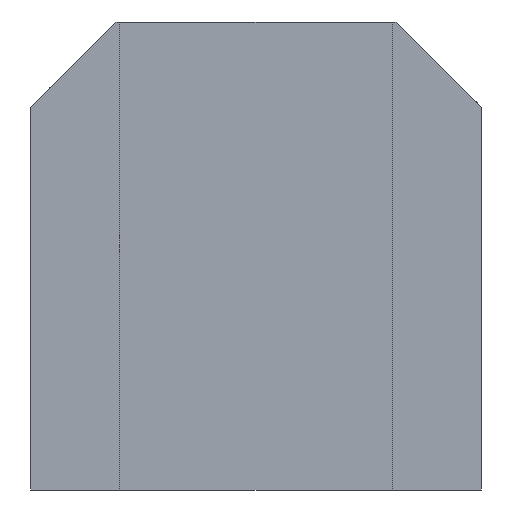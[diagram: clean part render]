
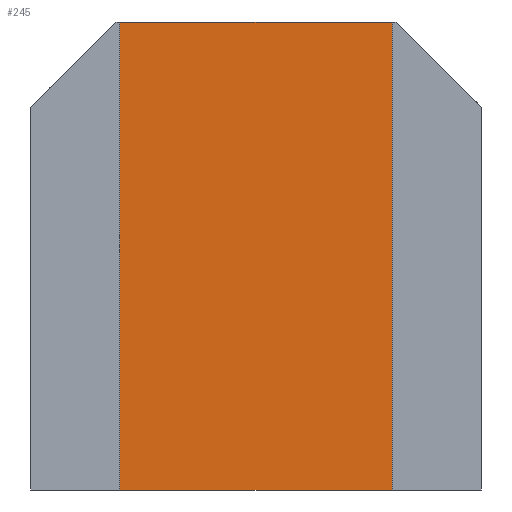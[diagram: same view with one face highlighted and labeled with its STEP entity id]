
A CAD part, front view. The second image highlights one B-rep face of the part: STEP entity #245.
In plain terms, the highlighted planar face has unit normal (0, -1, 0).
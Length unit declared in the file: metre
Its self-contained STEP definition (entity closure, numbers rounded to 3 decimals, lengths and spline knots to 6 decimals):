
#5 = LINE ( 'NONE', #47, #147 ) ;
#22 = EDGE_CURVE ( 'NONE', #199, #292, #169, .T. ) ;
#36 = CARTESIAN_POINT ( 'NONE',  ( 0., 0.0129, 0.0165 ) ) ;
#38 = VECTOR ( 'NONE', #485, 1. ) ;
#47 = CARTESIAN_POINT ( 'NONE',  ( 0., 0.0129, -0.0165 ) ) ;
#66 = ORIENTED_EDGE ( 'NONE', *, *, #420, .T. ) ;
#83 = VECTOR ( 'NONE', #447, 1. ) ;
#107 = ORIENTED_EDGE ( 'NONE', *, *, #200, .F. ) ;
#112 = LINE ( 'NONE', #36, #83 ) ;
#113 = LINE ( 'NONE', #260, #224 ) ;
#142 = EDGE_LOOP ( 'NONE', ( #66, #398, #107, #247 ) ) ;
#147 = VECTOR ( 'NONE', #195, 1. ) ;
#159 = DIRECTION ( 'NONE',  ( 0., 0., 1. ) ) ;
#169 = LINE ( 'NONE', #489, #38 ) ;
#184 = CARTESIAN_POINT ( 'NONE',  ( 0.0096, 0.0129, 0.0165 ) ) ;
#195 = DIRECTION ( 'NONE',  ( 1., 0., 0. ) ) ;
#196 = CARTESIAN_POINT ( 'NONE',  ( -0.0096, 0.0129, 0.0165 ) ) ;
#199 = VERTEX_POINT ( 'NONE', #184 ) ;
#200 = EDGE_CURVE ( 'NONE', #432, #199, #112, .T. ) ;
#222 = DIRECTION ( 'NONE',  ( 0., 0., -1. ) ) ;
#223 = EDGE_CURVE ( 'NONE', #432, #362, #113, .T. ) ;
#224 = VECTOR ( 'NONE', #222, 1. ) ;
#233 = CARTESIAN_POINT ( 'NONE',  ( 0.0096, 0.0129, -0.0165 ) ) ;
#236 = PLANE ( 'NONE',  #317 ) ;
#245 = ADVANCED_FACE ( 'NONE', ( #338 ), #236, .F. ) ;
#247 = ORIENTED_EDGE ( 'NONE', *, *, #223, .T. ) ;
#260 = CARTESIAN_POINT ( 'NONE',  ( -0.0096, 0.0129, 0.0165 ) ) ;
#292 = VERTEX_POINT ( 'NONE', #233 ) ;
#300 = CARTESIAN_POINT ( 'NONE',  ( 0., 0.0129, 0.0165 ) ) ;
#317 = AXIS2_PLACEMENT_3D ( 'NONE', #300, #387, #159 ) ;
#338 = FACE_OUTER_BOUND ( 'NONE', #142, .T. ) ;
#362 = VERTEX_POINT ( 'NONE', #490 ) ;
#387 = DIRECTION ( 'NONE',  ( 0., 1., 0. ) ) ;
#398 = ORIENTED_EDGE ( 'NONE', *, *, #22, .F. ) ;
#420 = EDGE_CURVE ( 'NONE', #362, #292, #5, .T. ) ;
#432 = VERTEX_POINT ( 'NONE', #196 ) ;
#447 = DIRECTION ( 'NONE',  ( 1., 0., 0. ) ) ;
#485 = DIRECTION ( 'NONE',  ( 0., 0., -1. ) ) ;
#489 = CARTESIAN_POINT ( 'NONE',  ( 0.0096, 0.0129, 0.0165 ) ) ;
#490 = CARTESIAN_POINT ( 'NONE',  ( -0.0096, 0.0129, -0.0165 ) ) ;
